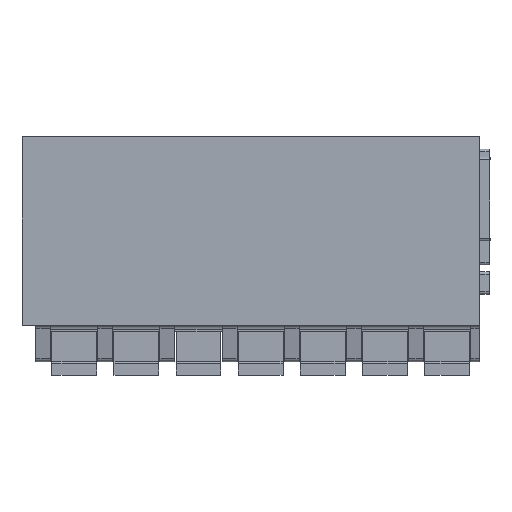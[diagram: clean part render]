
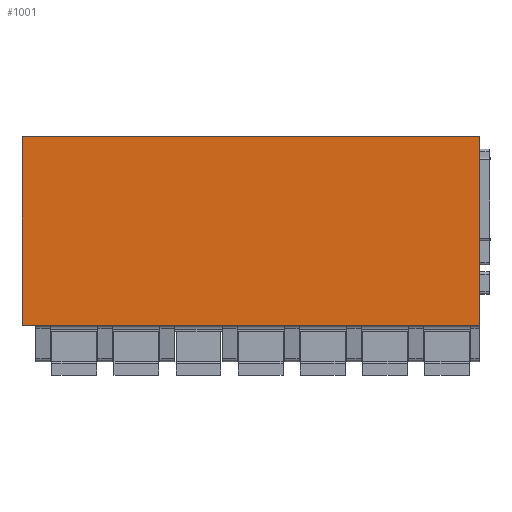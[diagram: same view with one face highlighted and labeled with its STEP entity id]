
A CAD part, top view. The second image highlights one B-rep face of the part: STEP entity #1001.
In plain terms, the highlighted planar face has unit normal (0, 0, 1).
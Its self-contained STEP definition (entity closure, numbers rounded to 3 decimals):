
#981=AXIS2_PLACEMENT_3D('Plane Axis2P3D',#978,#979,#980) ;
#199=CARTESIAN_POINT('Vertex',(36.8,19.2,18.3)) ;
#202=CARTESIAN_POINT('Line Origine',(36.8,11.6,18.3)) ;
#206=CARTESIAN_POINT('Vertex',(36.8,4.,18.3)) ;
#930=CARTESIAN_POINT('Vertex',(0.,19.2,18.3)) ;
#935=CARTESIAN_POINT('Line Origine',(18.4,19.2,18.3)) ;
#978=CARTESIAN_POINT('Axis2P3D Location',(0.,19.2,18.3)) ;
#983=CARTESIAN_POINT('Line Origine',(0.,11.6,18.3)) ;
#987=CARTESIAN_POINT('Vertex',(0.,4.,18.3)) ;
#990=CARTESIAN_POINT('Line Origine',(18.4,4.,18.3)) ;
#203=DIRECTION('Vector Direction',(0.,-1.,0.)) ;
#936=DIRECTION('Vector Direction',(1.,0.,0.)) ;
#979=DIRECTION('Axis2P3D Direction',(-0.,0.,1.)) ;
#980=DIRECTION('Axis2P3D XDirection',(0.,-1.,0.)) ;
#984=DIRECTION('Vector Direction',(0.,-1.,0.)) ;
#991=DIRECTION('Vector Direction',(1.,0.,0.)) ;
#204=VECTOR('Line Direction',#203,1.) ;
#937=VECTOR('Line Direction',#936,1.) ;
#985=VECTOR('Line Direction',#984,1.) ;
#992=VECTOR('Line Direction',#991,1.) ;
#996=ORIENTED_EDGE('',*,*,#208,.T.) ;
#997=ORIENTED_EDGE('',*,*,#939,.F.) ;
#998=ORIENTED_EDGE('',*,*,#989,.F.) ;
#999=ORIENTED_EDGE('',*,*,#994,.T.) ;
#1001=ADVANCED_FACE('Housing',(#1000),#982,.T.) ;
#208=EDGE_CURVE('',#207,#200,#205,.F.) ;
#939=EDGE_CURVE('',#931,#200,#938,.T.) ;
#989=EDGE_CURVE('',#988,#931,#986,.F.) ;
#994=EDGE_CURVE('',#988,#207,#993,.T.) ;
#995=EDGE_LOOP('',(#996,#997,#998,#999)) ;
#1000=FACE_OUTER_BOUND('',#995,.T.) ;
#205=LINE('Line',#202,#204) ;
#938=LINE('Line',#935,#937) ;
#986=LINE('Line',#983,#985) ;
#993=LINE('Line',#990,#992) ;
#982=PLANE('',#981) ;
#200=VERTEX_POINT('',#199) ;
#207=VERTEX_POINT('',#206) ;
#931=VERTEX_POINT('',#930) ;
#988=VERTEX_POINT('',#987) ;
